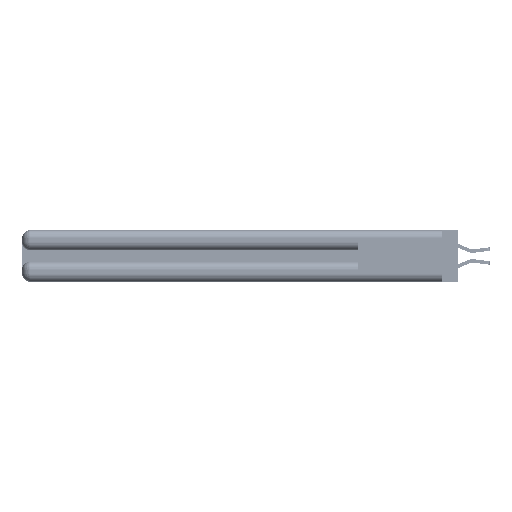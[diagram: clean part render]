
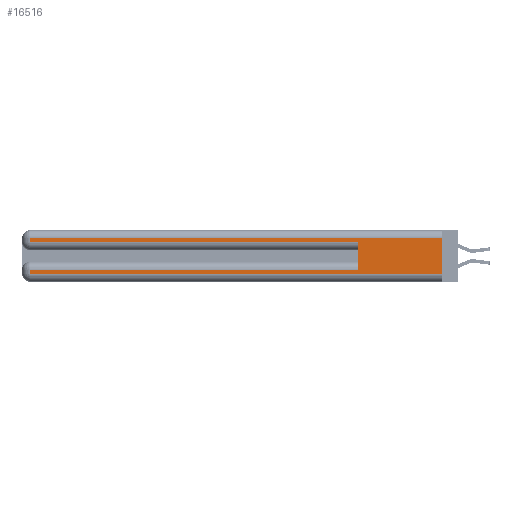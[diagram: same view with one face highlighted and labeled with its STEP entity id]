
A CAD part, left-side view. The second image highlights one B-rep face of the part: STEP entity #16516.
In plain terms, the highlighted planar face has unit normal (-1, 0, 0).
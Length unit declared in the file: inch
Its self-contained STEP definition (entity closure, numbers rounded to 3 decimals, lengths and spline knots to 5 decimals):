
#648 = EDGE_CURVE ( 'NONE', #35319, #15012, #40143, .T. ) ;
#1628 = CARTESIAN_POINT ( 'NONE',  ( 0., 0., 0.085 ) ) ;
#2775 = CARTESIAN_POINT ( 'NONE',  ( 0., 0., 0.285 ) ) ;
#3684 = VECTOR ( 'NONE', #13204, 39.37008 ) ;
#5624 = EDGE_LOOP ( 'NONE', ( #32732, #42474, #21580, #7261, #16439, #25323, #22755, #15204 ) ) ;
#6648 = CARTESIAN_POINT ( 'NONE',  ( 0., 2.94, 0.085 ) ) ;
#6891 = VERTEX_POINT ( 'NONE', #24233 ) ;
#6909 = CARTESIAN_POINT ( 'NONE',  ( 0., 0.6, 0.085 ) ) ;
#7261 = ORIENTED_EDGE ( 'NONE', *, *, #42439, .T. ) ;
#8548 = CARTESIAN_POINT ( 'NONE',  ( 0., 2.94, 0.37 ) ) ;
#8719 = LINE ( 'NONE', #39594, #33166 ) ;
#9181 = VERTEX_POINT ( 'NONE', #39752 ) ;
#9823 = CARTESIAN_POINT ( 'NONE',  ( 0., 2.94, 0.37 ) ) ;
#10546 = VERTEX_POINT ( 'NONE', #27189 ) ;
#10818 = CARTESIAN_POINT ( 'NONE',  ( 0., 0.6, 0.285 ) ) ;
#11972 = LINE ( 'NONE', #1628, #37449 ) ;
#13204 = DIRECTION ( 'NONE',  ( 0., 0., -1. ) ) ;
#14010 = EDGE_CURVE ( 'NONE', #27928, #15106, #42645, .T. ) ;
#15012 = VERTEX_POINT ( 'NONE', #10818 ) ;
#15106 = VERTEX_POINT ( 'NONE', #27849 ) ;
#15204 = ORIENTED_EDGE ( 'NONE', *, *, #24403, .T. ) ;
#15684 = PLANE ( 'NONE',  #22006 ) ;
#15793 = VECTOR ( 'NONE', #26464, 39.37008 ) ;
#16439 = ORIENTED_EDGE ( 'NONE', *, *, #648, .F. ) ;
#16516 = ADVANCED_FACE ( 'NONE', ( #42477 ), #15684, .F. ) ;
#18829 = CARTESIAN_POINT ( 'NONE',  ( 0., 0., 0.06 ) ) ;
#18831 = EDGE_CURVE ( 'NONE', #10546, #30243, #24651, .T. ) ;
#18977 = DIRECTION ( 'NONE',  ( 0., -1., 0. ) ) ;
#19047 = DIRECTION ( 'NONE',  ( 0., 0., -1. ) ) ;
#19462 = EDGE_CURVE ( 'NONE', #10546, #6891, #8719, .T. ) ;
#20318 = VECTOR ( 'NONE', #18977, 39.37008 ) ;
#21580 = ORIENTED_EDGE ( 'NONE', *, *, #30402, .T. ) ;
#22006 = AXIS2_PLACEMENT_3D ( 'NONE', #25552, #38891, #19047 ) ;
#22514 = LINE ( 'NONE', #9823, #3684 ) ;
#22755 = ORIENTED_EDGE ( 'NONE', *, *, #14010, .T. ) ;
#24233 = CARTESIAN_POINT ( 'NONE',  ( 0., 2.94, 0.31 ) ) ;
#24403 = EDGE_CURVE ( 'NONE', #15106, #30243, #29131, .T. ) ;
#24651 = LINE ( 'NONE', #36321, #15793 ) ;
#25317 = DIRECTION ( 'NONE',  ( 0., 0., -1. ) ) ;
#25323 = ORIENTED_EDGE ( 'NONE', *, *, #35628, .T. ) ;
#25552 = CARTESIAN_POINT ( 'NONE',  ( 0., 0., 0.37 ) ) ;
#26464 = DIRECTION ( 'NONE',  ( 0., 0., -1. ) ) ;
#27189 = CARTESIAN_POINT ( 'NONE',  ( 0., 0., 0.31 ) ) ;
#27849 = CARTESIAN_POINT ( 'NONE',  ( 0., 2.94, 0.06 ) ) ;
#27928 = VERTEX_POINT ( 'NONE', #6648 ) ;
#29131 = LINE ( 'NONE', #18829, #20318 ) ;
#29466 = DIRECTION ( 'NONE',  ( 0., -1., 0. ) ) ;
#29736 = DIRECTION ( 'NONE',  ( 0., 1., 0. ) ) ;
#30073 = DIRECTION ( 'NONE',  ( 0., 0., 1. ) ) ;
#30243 = VERTEX_POINT ( 'NONE', #35580 ) ;
#30402 = EDGE_CURVE ( 'NONE', #6891, #9181, #22514, .T. ) ;
#31342 = VECTOR ( 'NONE', #30073, 39.37008 ) ;
#31359 = LINE ( 'NONE', #2775, #39131 ) ;
#32732 = ORIENTED_EDGE ( 'NONE', *, *, #18831, .F. ) ;
#33166 = VECTOR ( 'NONE', #29736, 39.37008 ) ;
#33363 = CARTESIAN_POINT ( 'NONE',  ( 0., 0.6, 0.145 ) ) ;
#33779 = VECTOR ( 'NONE', #25317, 39.37008 ) ;
#34837 = DIRECTION ( 'NONE',  ( 0., 1., 0. ) ) ;
#35319 = VERTEX_POINT ( 'NONE', #6909 ) ;
#35580 = CARTESIAN_POINT ( 'NONE',  ( 0., 0., 0.06 ) ) ;
#35628 = EDGE_CURVE ( 'NONE', #35319, #27928, #11972, .T. ) ;
#36321 = CARTESIAN_POINT ( 'NONE',  ( 0., 0., 0.37 ) ) ;
#37449 = VECTOR ( 'NONE', #34837, 39.37008 ) ;
#38891 = DIRECTION ( 'NONE',  ( 1., 0., 0. ) ) ;
#39131 = VECTOR ( 'NONE', #29466, 39.37008 ) ;
#39594 = CARTESIAN_POINT ( 'NONE',  ( 0., 0., 0.31 ) ) ;
#39752 = CARTESIAN_POINT ( 'NONE',  ( 0., 2.94, 0.285 ) ) ;
#40143 = LINE ( 'NONE', #33363, #31342 ) ;
#42439 = EDGE_CURVE ( 'NONE', #9181, #15012, #31359, .T. ) ;
#42474 = ORIENTED_EDGE ( 'NONE', *, *, #19462, .T. ) ;
#42477 = FACE_OUTER_BOUND ( 'NONE', #5624, .T. ) ;
#42645 = LINE ( 'NONE', #8548, #33779 ) ;
